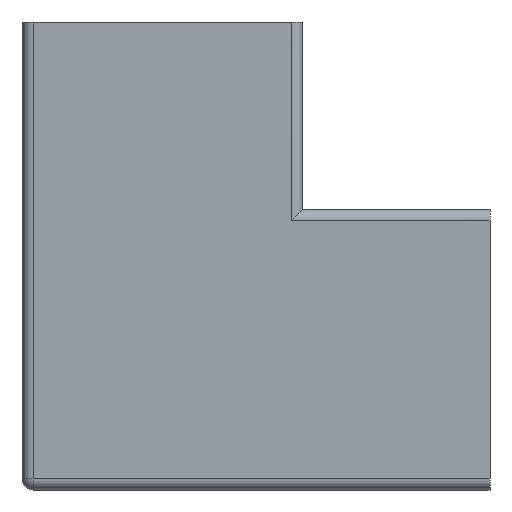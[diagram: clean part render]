
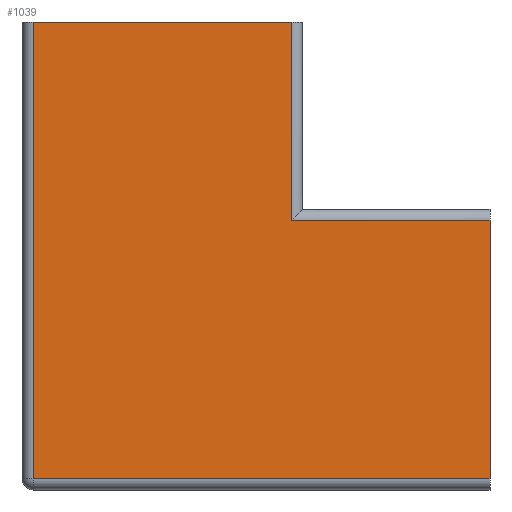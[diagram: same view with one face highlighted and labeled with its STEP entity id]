
A CAD part, front view. The second image highlights one B-rep face of the part: STEP entity #1039.
In plain terms, the highlighted planar face has unit normal (0, -1, 0).
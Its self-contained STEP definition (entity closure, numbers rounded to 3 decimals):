
#44 = CYLINDRICAL_SURFACE('',#45,0.6);
#45 = AXIS2_PLACEMENT_3D('',#46,#47,#48);
#46 = CARTESIAN_POINT('',(-11.9,-81.4,14.4));
#47 = DIRECTION('',(-0.,-0.,-1.));
#48 = DIRECTION('',(-1.,0.,0.));
#126 = PLANE('',#127);
#127 = AXIS2_PLACEMENT_3D('',#128,#129,#130);
#128 = CARTESIAN_POINT('',(-12.5,-80.,25.));
#129 = DIRECTION('',(0.,0.,-1.));
#130 = DIRECTION('',(-0.,-1.,-0.));
#143 = VERTEX_POINT('',#144);
#144 = CARTESIAN_POINT('',(-11.9,-82.,25.));
#170 = EDGE_CURVE('',#171,#143,#173,.T.);
#171 = VERTEX_POINT('',#172);
#172 = CARTESIAN_POINT('',(-11.9,-82.,0.6));
#173 = SURFACE_CURVE('',#174,(#178,#185),.PCURVE_S1.);
#174 = LINE('',#175,#176);
#175 = CARTESIAN_POINT('',(-11.9,-82.,0.6));
#176 = VECTOR('',#177,1.);
#177 = DIRECTION('',(0.,0.,1.));
#178 = PCURVE('',#44,#179);
#179 = DEFINITIONAL_REPRESENTATION('',(#180),#184);
#180 = LINE('',#181,#182);
#181 = CARTESIAN_POINT('',(-1.571,13.8));
#182 = VECTOR('',#183,1.);
#183 = DIRECTION('',(-0.,-1.));
#184 = ( GEOMETRIC_REPRESENTATION_CONTEXT(2) 
PARAMETRIC_REPRESENTATION_CONTEXT() REPRESENTATION_CONTEXT('2D SPACE',''
  ) );
#185 = PCURVE('',#186,#191);
#186 = PLANE('',#187);
#187 = AXIS2_PLACEMENT_3D('',#188,#189,#190);
#188 = CARTESIAN_POINT('',(-12.5,-82.,0.));
#189 = DIRECTION('',(0.,1.,0.));
#190 = DIRECTION('',(1.,0.,0.));
#191 = DEFINITIONAL_REPRESENTATION('',(#192),#196);
#192 = LINE('',#193,#194);
#193 = CARTESIAN_POINT('',(0.6,-0.6));
#194 = VECTOR('',#195,1.);
#195 = DIRECTION('',(0.,-1.));
#196 = ( GEOMETRIC_REPRESENTATION_CONTEXT(2) 
PARAMETRIC_REPRESENTATION_CONTEXT() REPRESENTATION_CONTEXT('2D SPACE',''
  ) );
#381 = EDGE_CURVE('',#143,#382,#384,.T.);
#382 = VERTEX_POINT('',#383);
#383 = CARTESIAN_POINT('',(1.9,-82.,25.));
#384 = SURFACE_CURVE('',#385,(#389,#396),.PCURVE_S1.);
#385 = LINE('',#386,#387);
#386 = CARTESIAN_POINT('',(-12.5,-82.,25.));
#387 = VECTOR('',#388,1.);
#388 = DIRECTION('',(1.,0.,0.));
#389 = PCURVE('',#126,#390);
#390 = DEFINITIONAL_REPRESENTATION('',(#391),#395);
#391 = LINE('',#392,#393);
#392 = CARTESIAN_POINT('',(2.,-0.));
#393 = VECTOR('',#394,1.);
#394 = DIRECTION('',(-0.,-1.));
#395 = ( GEOMETRIC_REPRESENTATION_CONTEXT(2) 
PARAMETRIC_REPRESENTATION_CONTEXT() REPRESENTATION_CONTEXT('2D SPACE',''
  ) );
#396 = PCURVE('',#186,#397);
#397 = DEFINITIONAL_REPRESENTATION('',(#398),#402);
#398 = LINE('',#399,#400);
#399 = CARTESIAN_POINT('',(0.,-25.));
#400 = VECTOR('',#401,1.);
#401 = DIRECTION('',(1.,0.));
#402 = ( GEOMETRIC_REPRESENTATION_CONTEXT(2) 
PARAMETRIC_REPRESENTATION_CONTEXT() REPRESENTATION_CONTEXT('2D SPACE',''
  ) );
#425 = CYLINDRICAL_SURFACE('',#426,0.6);
#426 = AXIS2_PLACEMENT_3D('',#427,#428,#429);
#427 = CARTESIAN_POINT('',(1.9,-81.4,0.));
#428 = DIRECTION('',(0.,-0.,1.));
#429 = DIRECTION('',(-0.,-1.,0.));
#1039 = ADVANCED_FACE('',(#1040),#186,.F.);
#1040 = FACE_BOUND('',#1041,.F.);
#1041 = EDGE_LOOP('',(#1042,#1043,#1044,#1067,#1095,#1123));
#1042 = ORIENTED_EDGE('',*,*,#170,.T.);
#1043 = ORIENTED_EDGE('',*,*,#381,.T.);
#1044 = ORIENTED_EDGE('',*,*,#1045,.F.);
#1045 = EDGE_CURVE('',#1046,#382,#1048,.T.);
#1046 = VERTEX_POINT('',#1047);
#1047 = CARTESIAN_POINT('',(1.9,-82.,14.4));
#1048 = SURFACE_CURVE('',#1049,(#1053,#1060),.PCURVE_S1.);
#1049 = LINE('',#1050,#1051);
#1050 = CARTESIAN_POINT('',(1.9,-82.,0.));
#1051 = VECTOR('',#1052,1.);
#1052 = DIRECTION('',(0.,-0.,1.));
#1053 = PCURVE('',#186,#1054);
#1054 = DEFINITIONAL_REPRESENTATION('',(#1055),#1059);
#1055 = LINE('',#1056,#1057);
#1056 = CARTESIAN_POINT('',(14.4,0.));
#1057 = VECTOR('',#1058,1.);
#1058 = DIRECTION('',(0.,-1.));
#1059 = ( GEOMETRIC_REPRESENTATION_CONTEXT(2) 
PARAMETRIC_REPRESENTATION_CONTEXT() REPRESENTATION_CONTEXT('2D SPACE',''
  ) );
#1060 = PCURVE('',#425,#1061);
#1061 = DEFINITIONAL_REPRESENTATION('',(#1062),#1066);
#1062 = LINE('',#1063,#1064);
#1063 = CARTESIAN_POINT('',(0.,0.));
#1064 = VECTOR('',#1065,1.);
#1065 = DIRECTION('',(0.,1.));
#1066 = ( GEOMETRIC_REPRESENTATION_CONTEXT(2) 
PARAMETRIC_REPRESENTATION_CONTEXT() REPRESENTATION_CONTEXT('2D SPACE',''
  ) );
#1067 = ORIENTED_EDGE('',*,*,#1068,.T.);
#1068 = EDGE_CURVE('',#1046,#1069,#1071,.T.);
#1069 = VERTEX_POINT('',#1070);
#1070 = CARTESIAN_POINT('',(12.5,-82.,14.4));
#1071 = SURFACE_CURVE('',#1072,(#1076,#1083),.PCURVE_S1.);
#1072 = LINE('',#1073,#1074);
#1073 = CARTESIAN_POINT('',(-12.5,-82.,14.4));
#1074 = VECTOR('',#1075,1.);
#1075 = DIRECTION('',(1.,0.,0.));
#1076 = PCURVE('',#186,#1077);
#1077 = DEFINITIONAL_REPRESENTATION('',(#1078),#1082);
#1078 = LINE('',#1079,#1080);
#1079 = CARTESIAN_POINT('',(0.,-14.4));
#1080 = VECTOR('',#1081,1.);
#1081 = DIRECTION('',(1.,0.));
#1082 = ( GEOMETRIC_REPRESENTATION_CONTEXT(2) 
PARAMETRIC_REPRESENTATION_CONTEXT() REPRESENTATION_CONTEXT('2D SPACE',''
  ) );
#1083 = PCURVE('',#1084,#1089);
#1084 = CYLINDRICAL_SURFACE('',#1085,0.6);
#1085 = AXIS2_PLACEMENT_3D('',#1086,#1087,#1088);
#1086 = CARTESIAN_POINT('',(-12.5,-81.4,14.4));
#1087 = DIRECTION('',(1.,0.,0.));
#1088 = DIRECTION('',(0.,-1.,-0.));
#1089 = DEFINITIONAL_REPRESENTATION('',(#1090),#1094);
#1090 = LINE('',#1091,#1092);
#1091 = CARTESIAN_POINT('',(-0.,0.));
#1092 = VECTOR('',#1093,1.);
#1093 = DIRECTION('',(-0.,1.));
#1094 = ( GEOMETRIC_REPRESENTATION_CONTEXT(2) 
PARAMETRIC_REPRESENTATION_CONTEXT() REPRESENTATION_CONTEXT('2D SPACE',''
  ) );
#1095 = ORIENTED_EDGE('',*,*,#1096,.F.);
#1096 = EDGE_CURVE('',#1097,#1069,#1099,.T.);
#1097 = VERTEX_POINT('',#1098);
#1098 = CARTESIAN_POINT('',(12.5,-82.,0.6));
#1099 = SURFACE_CURVE('',#1100,(#1104,#1111),.PCURVE_S1.);
#1100 = LINE('',#1101,#1102);
#1101 = CARTESIAN_POINT('',(12.5,-82.,0.));
#1102 = VECTOR('',#1103,1.);
#1103 = DIRECTION('',(0.,0.,1.));
#1104 = PCURVE('',#186,#1105);
#1105 = DEFINITIONAL_REPRESENTATION('',(#1106),#1110);
#1106 = LINE('',#1107,#1108);
#1107 = CARTESIAN_POINT('',(25.,0.));
#1108 = VECTOR('',#1109,1.);
#1109 = DIRECTION('',(0.,-1.));
#1110 = ( GEOMETRIC_REPRESENTATION_CONTEXT(2) 
PARAMETRIC_REPRESENTATION_CONTEXT() REPRESENTATION_CONTEXT('2D SPACE',''
  ) );
#1111 = PCURVE('',#1112,#1117);
#1112 = PLANE('',#1113);
#1113 = AXIS2_PLACEMENT_3D('',#1114,#1115,#1116);
#1114 = CARTESIAN_POINT('',(12.5,-80.,0.));
#1115 = DIRECTION('',(-1.,0.,0.));
#1116 = DIRECTION('',(0.,1.,0.));
#1117 = DEFINITIONAL_REPRESENTATION('',(#1118),#1122);
#1118 = LINE('',#1119,#1120);
#1119 = CARTESIAN_POINT('',(-2.,0.));
#1120 = VECTOR('',#1121,1.);
#1121 = DIRECTION('',(0.,-1.));
#1122 = ( GEOMETRIC_REPRESENTATION_CONTEXT(2) 
PARAMETRIC_REPRESENTATION_CONTEXT() REPRESENTATION_CONTEXT('2D SPACE',''
  ) );
#1123 = ORIENTED_EDGE('',*,*,#1124,.F.);
#1124 = EDGE_CURVE('',#171,#1097,#1125,.T.);
#1125 = SURFACE_CURVE('',#1126,(#1130,#1137),.PCURVE_S1.);
#1126 = LINE('',#1127,#1128);
#1127 = CARTESIAN_POINT('',(-11.9,-82.,0.6));
#1128 = VECTOR('',#1129,1.);
#1129 = DIRECTION('',(1.,0.,0.));
#1130 = PCURVE('',#186,#1131);
#1131 = DEFINITIONAL_REPRESENTATION('',(#1132),#1136);
#1132 = LINE('',#1133,#1134);
#1133 = CARTESIAN_POINT('',(0.6,-0.6));
#1134 = VECTOR('',#1135,1.);
#1135 = DIRECTION('',(1.,0.));
#1136 = ( GEOMETRIC_REPRESENTATION_CONTEXT(2) 
PARAMETRIC_REPRESENTATION_CONTEXT() REPRESENTATION_CONTEXT('2D SPACE',''
  ) );
#1137 = PCURVE('',#1138,#1143);
#1138 = CYLINDRICAL_SURFACE('',#1139,0.6);
#1139 = AXIS2_PLACEMENT_3D('',#1140,#1141,#1142);
#1140 = CARTESIAN_POINT('',(-12.5,-81.4,0.6));
#1141 = DIRECTION('',(1.,0.,0.));
#1142 = DIRECTION('',(0.,0.,-1.));
#1143 = DEFINITIONAL_REPRESENTATION('',(#1144),#1148);
#1144 = LINE('',#1145,#1146);
#1145 = CARTESIAN_POINT('',(-1.571,0.6));
#1146 = VECTOR('',#1147,1.);
#1147 = DIRECTION('',(-0.,1.));
#1148 = ( GEOMETRIC_REPRESENTATION_CONTEXT(2) 
PARAMETRIC_REPRESENTATION_CONTEXT() REPRESENTATION_CONTEXT('2D SPACE',''
  ) );
